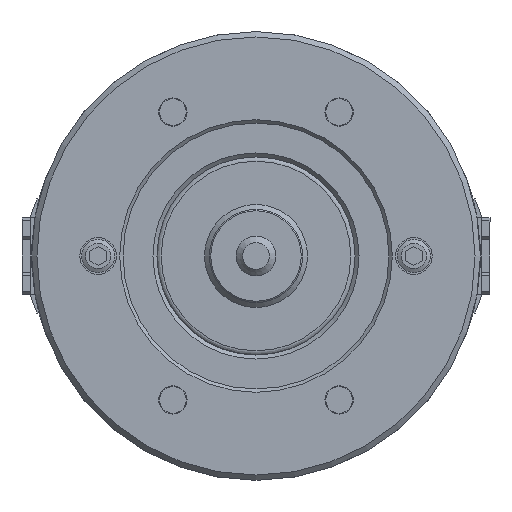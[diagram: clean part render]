
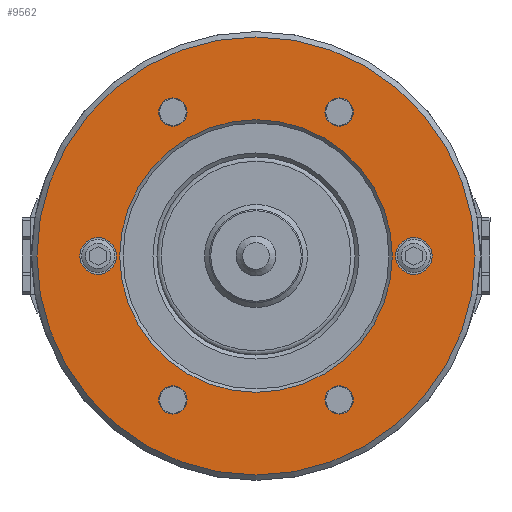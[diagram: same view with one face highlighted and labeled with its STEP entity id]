
A CAD part, left-side view. The second image highlights one B-rep face of the part: STEP entity #9562.
In plain terms, the highlighted planar face has unit normal (-1, 0, 0).
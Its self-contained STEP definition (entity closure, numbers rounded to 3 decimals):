
#425=CIRCLE('',#10333,4.25);
#426=CIRCLE('',#10334,4.25);
#427=CIRCLE('',#10335,4.25);
#428=CIRCLE('',#10336,65.9);
#429=CIRCLE('',#10337,4.25);
#430=CIRCLE('',#10338,5.5);
#431=CIRCLE('',#10339,41.);
#432=CIRCLE('',#10340,5.5);
#2037=ORIENTED_EDGE('',*,*,#4111,.T.);
#2038=ORIENTED_EDGE('',*,*,#4112,.F.);
#2039=ORIENTED_EDGE('',*,*,#4113,.F.);
#2040=ORIENTED_EDGE('',*,*,#4114,.F.);
#2041=ORIENTED_EDGE('',*,*,#4115,.T.);
#2042=ORIENTED_EDGE('',*,*,#4116,.T.);
#2043=ORIENTED_EDGE('',*,*,#4117,.T.);
#2044=ORIENTED_EDGE('',*,*,#4118,.F.);
#4111=EDGE_CURVE('',#5202,#5202,#425,.T.);
#4112=EDGE_CURVE('',#5203,#5203,#426,.T.);
#4113=EDGE_CURVE('',#5204,#5204,#427,.T.);
#4114=EDGE_CURVE('',#5205,#5205,#428,.T.);
#4115=EDGE_CURVE('',#5206,#5206,#429,.T.);
#4116=EDGE_CURVE('',#5207,#5207,#430,.T.);
#4117=EDGE_CURVE('',#5208,#5208,#431,.T.);
#4118=EDGE_CURVE('',#5209,#5209,#432,.T.);
#5202=VERTEX_POINT('',#15404);
#5203=VERTEX_POINT('',#15406);
#5204=VERTEX_POINT('',#15408);
#5205=VERTEX_POINT('',#15410);
#5206=VERTEX_POINT('',#15412);
#5207=VERTEX_POINT('',#15414);
#5208=VERTEX_POINT('',#15416);
#5209=VERTEX_POINT('',#15418);
#7690=EDGE_LOOP('',(#2037));
#7691=EDGE_LOOP('',(#2038));
#7692=EDGE_LOOP('',(#2039));
#7693=EDGE_LOOP('',(#2040));
#7694=EDGE_LOOP('',(#2041));
#7695=EDGE_LOOP('',(#2042));
#7696=EDGE_LOOP('',(#2043));
#7697=EDGE_LOOP('',(#2044));
#8438=FACE_BOUND('',#7690,.T.);
#8439=FACE_BOUND('',#7691,.T.);
#8440=FACE_BOUND('',#7692,.T.);
#8441=FACE_BOUND('',#7693,.T.);
#8442=FACE_BOUND('',#7694,.T.);
#8443=FACE_BOUND('',#7695,.T.);
#8444=FACE_BOUND('',#7696,.T.);
#8445=FACE_BOUND('',#7697,.T.);
#9116=PLANE('',#10332);
#9562=ADVANCED_FACE('',(#8438,#8439,#8440,#8441,#8442,#8443,#8444,#8445),
#9116,.T.);
#10332=AXIS2_PLACEMENT_3D('',#15402,#12289,#12290);
#10333=AXIS2_PLACEMENT_3D('',#15403,#12291,#12292);
#10334=AXIS2_PLACEMENT_3D('',#15405,#12293,#12294);
#10335=AXIS2_PLACEMENT_3D('',#15407,#12295,#12296);
#10336=AXIS2_PLACEMENT_3D('',#15409,#12297,#12298);
#10337=AXIS2_PLACEMENT_3D('',#15411,#12299,#12300);
#10338=AXIS2_PLACEMENT_3D('',#15413,#12301,#12302);
#10339=AXIS2_PLACEMENT_3D('',#15415,#12303,#12304);
#10340=AXIS2_PLACEMENT_3D('',#15417,#12305,#12306);
#12289=DIRECTION('',(-1.,0.,0.));
#12290=DIRECTION('',(0.,0.,1.));
#12291=DIRECTION('',(1.,0.,0.));
#12292=DIRECTION('',(0.,0.,1.));
#12293=DIRECTION('',(-1.,0.,0.));
#12294=DIRECTION('',(0.,0.,1.));
#12295=DIRECTION('',(-1.,0.,0.));
#12296=DIRECTION('',(0.,0.,-1.));
#12297=DIRECTION('',(1.,0.,0.));
#12298=DIRECTION('',(0.,0.,-1.));
#12299=DIRECTION('',(1.,0.,0.));
#12300=DIRECTION('',(0.,0.,-1.));
#12301=DIRECTION('',(1.,0.,0.));
#12302=DIRECTION('',(0.,0.,1.));
#12303=DIRECTION('',(1.,0.,0.));
#12304=DIRECTION('',(0.,0.,-1.));
#12305=DIRECTION('',(-1.,0.,0.));
#12306=DIRECTION('',(0.,0.,1.));
#15402=CARTESIAN_POINT('',(-55.,0.,-65.9));
#15403=CARTESIAN_POINT('',(-55.,-25.,43.301));
#15404=CARTESIAN_POINT('',(-55.,-25.,47.551));
#15405=CARTESIAN_POINT('',(-55.,25.,43.301));
#15406=CARTESIAN_POINT('',(-55.,25.,47.551));
#15407=CARTESIAN_POINT('',(-55.,-25.,-43.301));
#15408=CARTESIAN_POINT('',(-55.,-25.,-47.551));
#15409=CARTESIAN_POINT('',(-55.,0.,0.));
#15410=CARTESIAN_POINT('',(-55.,0.,-65.9));
#15411=CARTESIAN_POINT('',(-55.,25.,-43.301));
#15412=CARTESIAN_POINT('',(-55.,25.,-47.551));
#15413=CARTESIAN_POINT('',(-55.,-47.5,0.));
#15414=CARTESIAN_POINT('',(-55.,-47.5,5.5));
#15415=CARTESIAN_POINT('',(-55.,0.,0.));
#15416=CARTESIAN_POINT('',(-55.,0.,-41.));
#15417=CARTESIAN_POINT('',(-55.,47.5,0.));
#15418=CARTESIAN_POINT('',(-55.,47.5,5.5));
